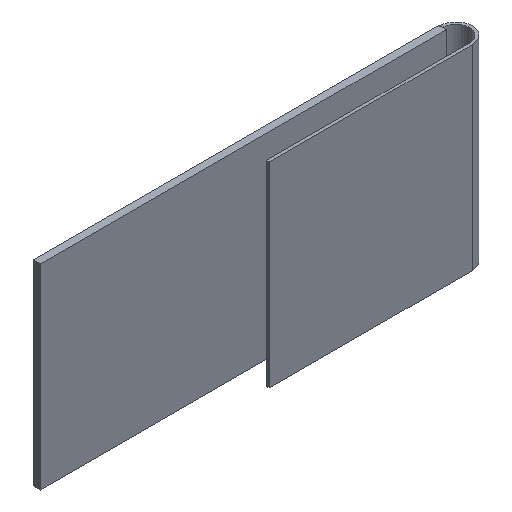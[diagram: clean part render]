
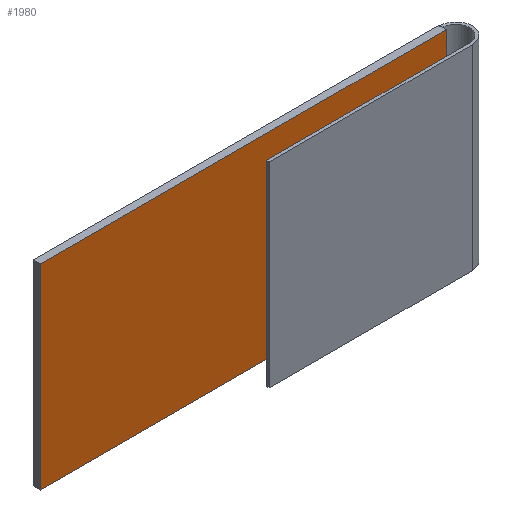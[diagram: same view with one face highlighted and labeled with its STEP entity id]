
A CAD part, isometric view. The second image highlights one B-rep face of the part: STEP entity #1980.
In plain terms, the highlighted planar face has unit normal (0, -1, 0).
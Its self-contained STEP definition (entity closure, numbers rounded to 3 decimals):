
#134=PLANE('',#2124);
#225=FACE_OUTER_BOUND('',#340,.T.);
#340=EDGE_LOOP('',(#1451,#1452,#1453,#1454));
#464=LINE('',#2681,#697);
#468=LINE('',#2689,#701);
#471=LINE('',#2695,#704);
#474=LINE('',#2700,#707);
#697=VECTOR('',#2250,10.);
#701=VECTOR('',#2256,10.);
#704=VECTOR('',#2261,10.);
#707=VECTOR('',#2266,10.);
#932=VERTEX_POINT('',#2679);
#933=VERTEX_POINT('',#2680);
#936=VERTEX_POINT('',#2688);
#938=VERTEX_POINT('',#2694);
#1128=EDGE_CURVE('',#932,#933,#464,.T.);
#1132=EDGE_CURVE('',#933,#936,#468,.T.);
#1135=EDGE_CURVE('',#936,#938,#471,.T.);
#1138=EDGE_CURVE('',#938,#932,#474,.T.);
#1451=ORIENTED_EDGE('',*,*,#1138,.T.);
#1452=ORIENTED_EDGE('',*,*,#1128,.T.);
#1453=ORIENTED_EDGE('',*,*,#1132,.T.);
#1454=ORIENTED_EDGE('',*,*,#1135,.T.);
#1980=ADVANCED_FACE('',(#225),#134,.F.);
#2124=AXIS2_PLACEMENT_3D('',#2703,#2270,#2271);
#2250=DIRECTION('',(0.,0.,1.));
#2256=DIRECTION('',(-1.,0.,0.));
#2261=DIRECTION('',(0.,0.,-1.));
#2266=DIRECTION('',(1.,0.,0.));
#2270=DIRECTION('center_axis',(0.,1.,0.));
#2271=DIRECTION('ref_axis',(1.,0.,0.));
#2679=CARTESIAN_POINT('',(14.,0.,-6.75));
#2680=CARTESIAN_POINT('',(14.,0.,6.75));
#2681=CARTESIAN_POINT('',(14.,0.,-6.75));
#2688=CARTESIAN_POINT('',(-14.,0.,6.75));
#2689=CARTESIAN_POINT('',(14.,0.,6.75));
#2694=CARTESIAN_POINT('',(-14.,0.,-6.75));
#2695=CARTESIAN_POINT('',(-14.,0.,6.75));
#2700=CARTESIAN_POINT('',(-14.,0.,-6.75));
#2703=CARTESIAN_POINT('Origin',(0.,0.,0.));
